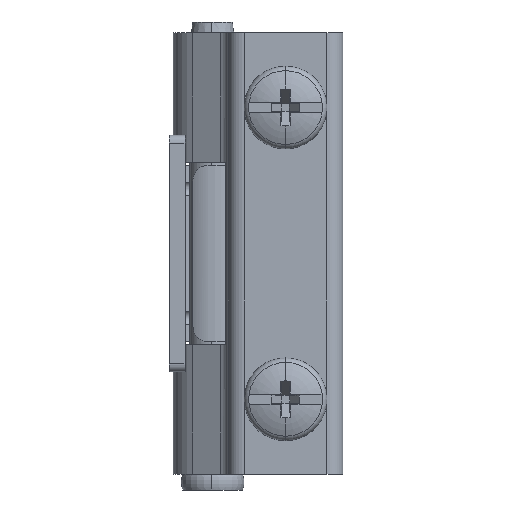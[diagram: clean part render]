
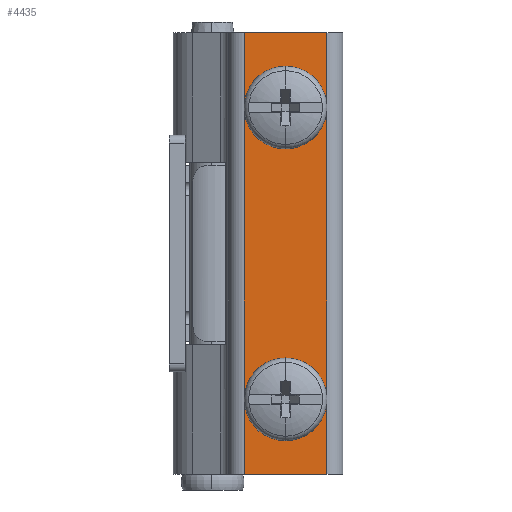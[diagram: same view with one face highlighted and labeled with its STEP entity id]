
A CAD part, front view. The second image highlights one B-rep face of the part: STEP entity #4435.
In plain terms, the highlighted planar face has unit normal (0, -1, 0).
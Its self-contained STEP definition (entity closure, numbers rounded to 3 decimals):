
#90 = ORIENTED_EDGE ( 'NONE', *, *, #3233, .T. ) ;
#135 = VERTEX_POINT ( 'NONE', #5353 ) ;
#314 = DIRECTION ( 'NONE',  ( 0., 0., 1. ) ) ;
#365 = EDGE_CURVE ( 'NONE', #1210, #8296, #568, .T. ) ;
#568 = CIRCLE ( 'NONE', #8194, 2.1 ) ;
#630 = VERTEX_POINT ( 'NONE', #6193 ) ;
#655 = EDGE_CURVE ( 'NONE', #8296, #1210, #883, .T. ) ;
#883 = CIRCLE ( 'NONE', #2378, 2.1 ) ;
#897 = FACE_OUTER_BOUND ( 'NONE', #6092, .T. ) ;
#988 = PLANE ( 'NONE',  #6546 ) ;
#1130 = DIRECTION ( 'NONE',  ( 1., 0., 0. ) ) ;
#1164 = DIRECTION ( 'NONE',  ( 0., 0., 1. ) ) ;
#1210 = VERTEX_POINT ( 'NONE', #4336 ) ;
#1276 = AXIS2_PLACEMENT_3D ( 'NONE', #5711, #1824, #6365 ) ;
#1530 = ORIENTED_EDGE ( 'NONE', *, *, #6576, .F. ) ;
#1824 = DIRECTION ( 'NONE',  ( 0., 1., 0. ) ) ;
#1855 = ORIENTED_EDGE ( 'NONE', *, *, #8281, .T. ) ;
#1857 = DIRECTION ( 'NONE',  ( 1., 0., 0. ) ) ;
#2346 = LINE ( 'NONE', #2444, #5592 ) ;
#2378 = AXIS2_PLACEMENT_3D ( 'NONE', #3306, #7880, #3974 ) ;
#2382 = LINE ( 'NONE', #6540, #5820 ) ;
#2444 = CARTESIAN_POINT ( 'NONE',  ( 14.493, -20., 56. ) ) ;
#2589 = FACE_BOUND ( 'NONE', #8244, .T. ) ;
#2650 = DIRECTION ( 'NONE',  ( 0., 0., -1. ) ) ;
#2724 = VERTEX_POINT ( 'NONE', #2806 ) ;
#2738 = CIRCLE ( 'NONE', #1276, 2.1 ) ;
#2806 = CARTESIAN_POINT ( 'NONE',  ( 4.013, -20., 0. ) ) ;
#2925 = CARTESIAN_POINT ( 'NONE',  ( 14.493, -20., 56. ) ) ;
#2970 = AXIS2_PLACEMENT_3D ( 'NONE', #8076, #4167, #314 ) ;
#3196 = EDGE_CURVE ( 'NONE', #3813, #4072, #2346, .T. ) ;
#3197 = EDGE_CURVE ( 'NONE', #5403, #135, #2738, .T. ) ;
#3218 = ORIENTED_EDGE ( 'NONE', *, *, #3196, .F. ) ;
#3233 = EDGE_CURVE ( 'NONE', #2724, #630, #7108, .T. ) ;
#3306 = CARTESIAN_POINT ( 'NONE',  ( 9.243, -20., 46.5 ) ) ;
#3559 = CARTESIAN_POINT ( 'NONE',  ( 14.493, -20., 56. ) ) ;
#3598 = DIRECTION ( 'NONE',  ( 0., 0., 1. ) ) ;
#3614 = ORIENTED_EDGE ( 'NONE', *, *, #365, .T. ) ;
#3813 = VERTEX_POINT ( 'NONE', #6455 ) ;
#3843 = VECTOR ( 'NONE', #1857, 1000. ) ;
#3969 = VECTOR ( 'NONE', #4139, 1000. ) ;
#3974 = DIRECTION ( 'NONE',  ( 0., 0., 1. ) ) ;
#4072 = VERTEX_POINT ( 'NONE', #3559 ) ;
#4139 = DIRECTION ( 'NONE',  ( 0., 0., -1. ) ) ;
#4167 = DIRECTION ( 'NONE',  ( 0., 1., 0. ) ) ;
#4329 = FACE_BOUND ( 'NONE', #7224, .T. ) ;
#4336 = CARTESIAN_POINT ( 'NONE',  ( 9.243, -20., 44.4 ) ) ;
#4435 = ADVANCED_FACE ( 'NONE', ( #4329, #2589, #897 ), #988, .F. ) ;
#5207 = CARTESIAN_POINT ( 'NONE',  ( 9.253, -20., 11.6 ) ) ;
#5353 = CARTESIAN_POINT ( 'NONE',  ( 9.253, -20., 7.4 ) ) ;
#5403 = VERTEX_POINT ( 'NONE', #5207 ) ;
#5454 = CARTESIAN_POINT ( 'NONE',  ( 9.243, -20., 48.6 ) ) ;
#5487 = ORIENTED_EDGE ( 'NONE', *, *, #3197, .T. ) ;
#5592 = VECTOR ( 'NONE', #1130, 1000. ) ;
#5688 = CARTESIAN_POINT ( 'NONE',  ( 9.243, -20., 46.5 ) ) ;
#5711 = CARTESIAN_POINT ( 'NONE',  ( 9.253, -20., 9.5 ) ) ;
#5738 = CARTESIAN_POINT ( 'NONE',  ( 14.493, -20., 0. ) ) ;
#5820 = VECTOR ( 'NONE', #2650, 1000. ) ;
#6092 = EDGE_LOOP ( 'NONE', ( #90, #1530, #3218, #1855 ) ) ;
#6118 = EDGE_CURVE ( 'NONE', #135, #5403, #7872, .T. ) ;
#6193 = CARTESIAN_POINT ( 'NONE',  ( 14.493, -20., 0. ) ) ;
#6365 = DIRECTION ( 'NONE',  ( 0., 0., 1. ) ) ;
#6455 = CARTESIAN_POINT ( 'NONE',  ( 4.013, -20., 56. ) ) ;
#6540 = CARTESIAN_POINT ( 'NONE',  ( 14.493, -20., 56. ) ) ;
#6546 = AXIS2_PLACEMENT_3D ( 'NONE', #2925, #7516, #3598 ) ;
#6576 = EDGE_CURVE ( 'NONE', #4072, #630, #2382, .T. ) ;
#6843 = ORIENTED_EDGE ( 'NONE', *, *, #655, .T. ) ;
#7108 = LINE ( 'NONE', #5738, #3843 ) ;
#7224 = EDGE_LOOP ( 'NONE', ( #6843, #3614 ) ) ;
#7457 = LINE ( 'NONE', #8047, #3969 ) ;
#7516 = DIRECTION ( 'NONE',  ( 0., 1., 0. ) ) ;
#7872 = CIRCLE ( 'NONE', #2970, 2.1 ) ;
#7880 = DIRECTION ( 'NONE',  ( 0., 1., 0. ) ) ;
#7940 = ORIENTED_EDGE ( 'NONE', *, *, #6118, .T. ) ;
#8047 = CARTESIAN_POINT ( 'NONE',  ( 4.013, -20., 56. ) ) ;
#8076 = CARTESIAN_POINT ( 'NONE',  ( 9.253, -20., 9.5 ) ) ;
#8194 = AXIS2_PLACEMENT_3D ( 'NONE', #5688, #8354, #1164 ) ;
#8244 = EDGE_LOOP ( 'NONE', ( #5487, #7940 ) ) ;
#8281 = EDGE_CURVE ( 'NONE', #3813, #2724, #7457, .T. ) ;
#8296 = VERTEX_POINT ( 'NONE', #5454 ) ;
#8354 = DIRECTION ( 'NONE',  ( 0., 1., 0. ) ) ;
